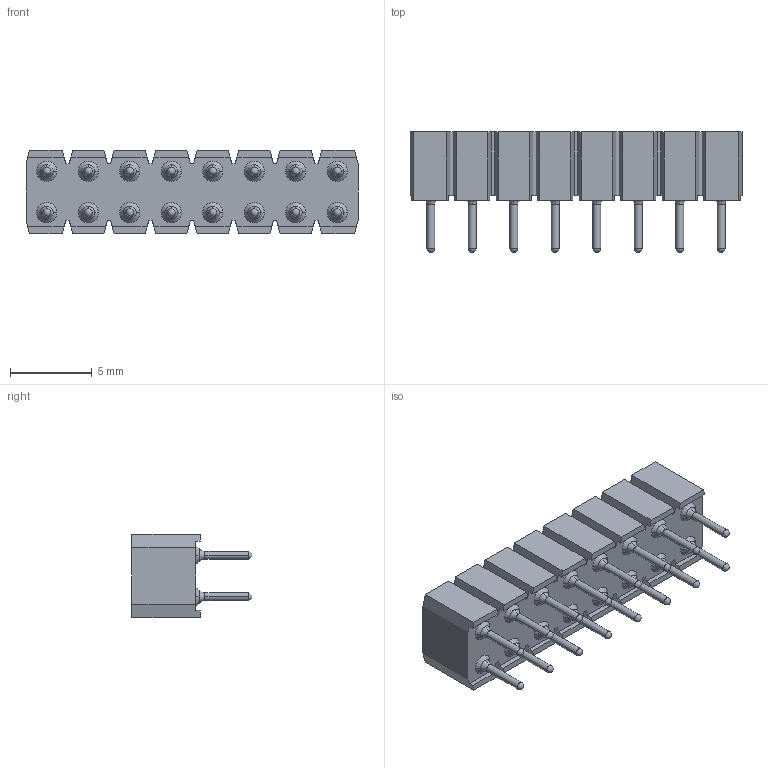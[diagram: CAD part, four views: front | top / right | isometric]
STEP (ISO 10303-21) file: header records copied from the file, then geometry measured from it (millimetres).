
FILE_DESCRIPTION(('STEP AP214'),'1');
FILE_NAME(' ',' ',('TraceParts'),('TraceParts S.A.'),'XStep 1.0',' ',' ');
FILE_SCHEMA(('automotive_design'));
Length unit declared in the file: millimetre
Products named in the file (1): 1
Bounding box: 20.32 x 7.37 x 5.08 mm (x, y, z)
Volume: 353.5 mm3; surface area: 849.9 mm2
Topology: 1 solids, 1 shells, 658 faces, 1568 edges, 912 vertices
Faces by surface type: cone 320, cylinder 160, plane 130, torus 32, sphere 16
Entity records: 35848 total; most frequent: DIRECTION 3558, CARTESIAN_POINT 3075, STYLED_ITEM 3074, PRESENTATION_STYLE_ASSIGNMENT 3074, COLOUR_RGB 3074, ORIENTED_EDGE 3008, EDGE_CURVE 1504, CURVE_STYLE 1504
